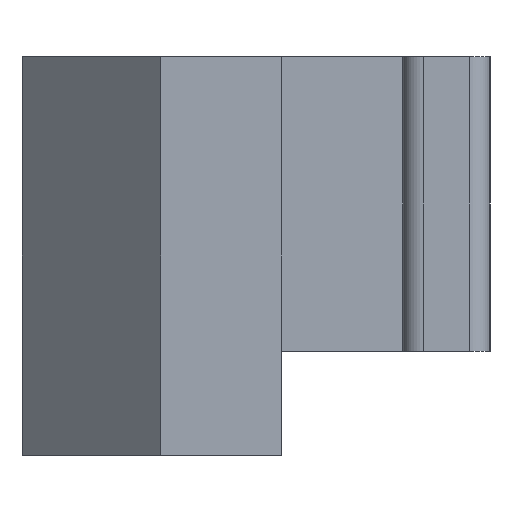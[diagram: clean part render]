
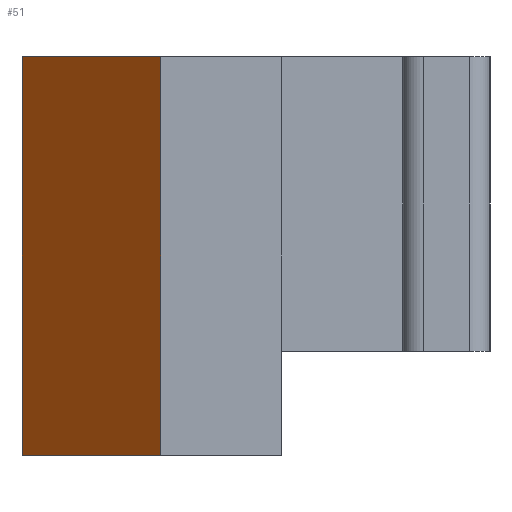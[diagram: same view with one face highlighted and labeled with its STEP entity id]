
A CAD part, left-side view. The second image highlights one B-rep face of the part: STEP entity #51.
In plain terms, the highlighted planar face has unit normal (-0.707, 0.707, 0).
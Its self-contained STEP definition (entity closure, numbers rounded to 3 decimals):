
#34 = LINE ( 'NONE', #137, #220 ) ;
#51 = ADVANCED_FACE ( 'NONE', ( #309 ), #823, .F. ) ;
#70 = ORIENTED_EDGE ( 'NONE', *, *, #376, .T. ) ;
#83 = EDGE_CURVE ( 'NONE', #927, #189, #479, .T. ) ;
#106 = LINE ( 'NONE', #566, #282 ) ;
#137 = CARTESIAN_POINT ( 'NONE',  ( -14.5, -0.125, 5.75 ) ) ;
#142 = LINE ( 'NONE', #875, #794 ) ;
#144 = DIRECTION ( 'NONE',  ( 0., 0., -1. ) ) ;
#186 = EDGE_CURVE ( 'NONE', #927, #393, #142, .T. ) ;
#189 = VERTEX_POINT ( 'NONE', #807 ) ;
#201 = CARTESIAN_POINT ( 'NONE',  ( -12.5, 1.875, 5.75 ) ) ;
#220 = VECTOR ( 'NONE', #144, 1000. ) ;
#230 = VERTEX_POINT ( 'NONE', #692 ) ;
#253 = VECTOR ( 'NONE', #721, 1000. ) ;
#282 = VECTOR ( 'NONE', #576, 1000. ) ;
#309 = FACE_OUTER_BOUND ( 'NONE', #598, .T. ) ;
#376 = EDGE_CURVE ( 'NONE', #393, #230, #106, .T. ) ;
#393 = VERTEX_POINT ( 'NONE', #543 ) ;
#442 = ORIENTED_EDGE ( 'NONE', *, *, #992, .F. ) ;
#479 = LINE ( 'NONE', #703, #253 ) ;
#543 = CARTESIAN_POINT ( 'NONE',  ( -12.5, 1.875, 0. ) ) ;
#566 = CARTESIAN_POINT ( 'NONE',  ( -14.5, -0.125, 0. ) ) ;
#576 = DIRECTION ( 'NONE',  ( -0.707, -0.707, 0. ) ) ;
#598 = EDGE_LOOP ( 'NONE', ( #70, #442, #656, #939 ) ) ;
#656 = ORIENTED_EDGE ( 'NONE', *, *, #83, .F. ) ;
#692 = CARTESIAN_POINT ( 'NONE',  ( -14.5, -0.125, 0. ) ) ;
#703 = CARTESIAN_POINT ( 'NONE',  ( -14.5, -0.125, 5.75 ) ) ;
#721 = DIRECTION ( 'NONE',  ( -0.707, -0.707, 0. ) ) ;
#794 = VECTOR ( 'NONE', #865, 1000. ) ;
#807 = CARTESIAN_POINT ( 'NONE',  ( -14.5, -0.125, 5.75 ) ) ;
#816 = DIRECTION ( 'NONE',  ( 0.707, 0.707, 0. ) ) ;
#823 = PLANE ( 'NONE',  #917 ) ;
#832 = CARTESIAN_POINT ( 'NONE',  ( -14.5, -0.125, 5.75 ) ) ;
#835 = DIRECTION ( 'NONE',  ( 0.707, -0.707, 0. ) ) ;
#865 = DIRECTION ( 'NONE',  ( 0., 0., -1. ) ) ;
#875 = CARTESIAN_POINT ( 'NONE',  ( -12.5, 1.875, 5.75 ) ) ;
#917 = AXIS2_PLACEMENT_3D ( 'NONE', #832, #835, #816 ) ;
#927 = VERTEX_POINT ( 'NONE', #201 ) ;
#939 = ORIENTED_EDGE ( 'NONE', *, *, #186, .T. ) ;
#992 = EDGE_CURVE ( 'NONE', #189, #230, #34, .T. ) ;
